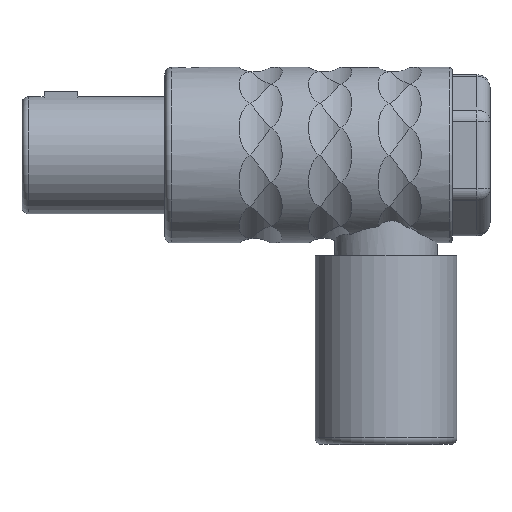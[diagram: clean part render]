
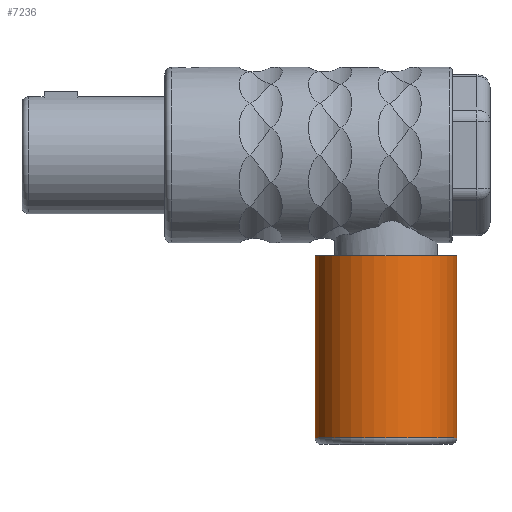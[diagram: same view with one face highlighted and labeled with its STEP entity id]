
A CAD part, top view. The second image highlights one B-rep face of the part: STEP entity #7236.
In plain terms, the highlighted cylindrical face has radius 5.45 mm (diameter 10.9 mm), a partial arc.
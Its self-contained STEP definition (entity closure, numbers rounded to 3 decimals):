
#1270=CARTESIAN_POINT('',(13.8,-7.75,0.));
#1271=DIRECTION('',(0.,-1.,0.));
#1272=DIRECTION('',(1.,0.,0.));
#1273=AXIS2_PLACEMENT_3D('',#1270,#1271,#1272);
#1280=DIRECTION('',(0.,1.,0.));
#1281=VECTOR('',#1280,14.);
#1282=CARTESIAN_POINT('',(19.25,-21.75,0.));
#1283=LINE('',#1282,#1281);
#1284=DIRECTION('',(0.,1.,0.));
#1285=VECTOR('',#1284,14.);
#1286=CARTESIAN_POINT('',(8.35,-21.75,0.));
#1287=LINE('',#1286,#1285);
#1298=CARTESIAN_POINT('',(13.8,-21.75,0.));
#1299=DIRECTION('',(0.,1.,0.));
#1300=DIRECTION('',(-1.,0.,0.));
#1301=AXIS2_PLACEMENT_3D('',#1298,#1299,#1300);
#5603=CARTESIAN_POINT('',(19.25,-7.75,0.));
#5604=CARTESIAN_POINT('',(8.35,-7.75,0.));
#5605=VERTEX_POINT('',#5603);
#5606=VERTEX_POINT('',#5604);
#5726=CARTESIAN_POINT('',(19.25,-21.75,0.));
#5727=CARTESIAN_POINT('',(8.35,-21.75,0.));
#5728=VERTEX_POINT('',#5726);
#5729=VERTEX_POINT('',#5727);
#7225=CARTESIAN_POINT('',(13.8,1.113,0.));
#7226=DIRECTION('',(0.,-1.,0.));
#7227=DIRECTION('',(-1.,0.,0.));
#7228=AXIS2_PLACEMENT_3D('',#7225,#7226,#7227);
#7229=CYLINDRICAL_SURFACE('',#7228,5.45);
#7230=ORIENTED_EDGE('',*,*,#7216,.F.);
#7231=ORIENTED_EDGE('',*,*,#7191,.T.);
#7232=ORIENTED_EDGE('',*,*,#7172,.F.);
#7233=ORIENTED_EDGE('',*,*,#7188,.F.);
#7234=EDGE_LOOP('',(#7230,#7231,#7232,#7233));
#7235=FACE_OUTER_BOUND('',#7234,.F.);
#7236=ADVANCED_FACE('',(#7235),#7229,.T.);
#1274=CIRCLE('',#1273,5.45);
#1302=CIRCLE('',#1301,5.45);
#7172=EDGE_CURVE('',#5605,#5606,#1274,.T.);
#7188=EDGE_CURVE('',#5728,#5605,#1283,.T.);
#7191=EDGE_CURVE('',#5729,#5606,#1287,.T.);
#7216=EDGE_CURVE('',#5729,#5728,#1302,.T.);
